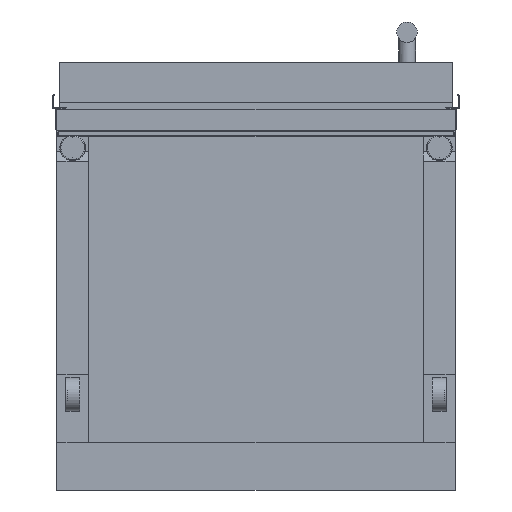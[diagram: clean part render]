
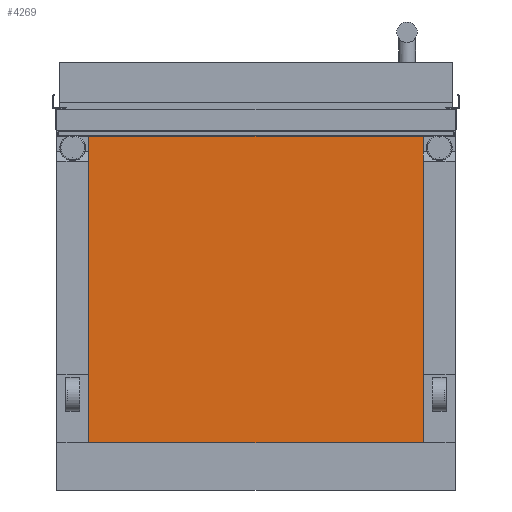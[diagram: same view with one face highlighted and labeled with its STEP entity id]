
A CAD part, front view. The second image highlights one B-rep face of the part: STEP entity #4269.
In plain terms, the highlighted planar face has unit normal (0, -1, 0).
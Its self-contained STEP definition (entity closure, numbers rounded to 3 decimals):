
#1067 = ORIENTED_EDGE ( 'NONE', *, *, #11821, .T. ) ;
#1316 = CARTESIAN_POINT ( 'NONE',  ( 246., -928.35, -280. ) ) ;
#1788 = VERTEX_POINT ( 'NONE', #12012 ) ;
#3176 = VECTOR ( 'NONE', #14995, 1000. ) ;
#3456 = CARTESIAN_POINT ( 'NONE',  ( 246., -928.35, 240. ) ) ;
#3547 = ORIENTED_EDGE ( 'NONE', *, *, #11271, .T. ) ;
#3914 = CARTESIAN_POINT ( 'NONE',  ( 293., -928.35, -210.4 ) ) ;
#4059 = AXIS2_PLACEMENT_3D ( 'NONE', #6760, #5643, #11998 ) ;
#4269 = ADVANCED_FACE ( 'NONE', ( #16443 ), #14539, .F. ) ;
#4623 = CARTESIAN_POINT ( 'NONE',  ( -246., -928.35, -210.4 ) ) ;
#5214 = DIRECTION ( 'NONE',  ( 1., 0., 0. ) ) ;
#5568 = EDGE_CURVE ( 'NONE', #12952, #6644, #6589, .T. ) ;
#5643 = DIRECTION ( 'NONE',  ( 0., 1., 0. ) ) ;
#5823 = ORIENTED_EDGE ( 'NONE', *, *, #5568, .F. ) ;
#6429 = DIRECTION ( 'NONE',  ( 0., 0., 1. ) ) ;
#6589 = LINE ( 'NONE', #3456, #3176 ) ;
#6642 = LINE ( 'NONE', #3914, #15830 ) ;
#6644 = VERTEX_POINT ( 'NONE', #7742 ) ;
#6760 = CARTESIAN_POINT ( 'NONE',  ( 246., -928.35, -280. ) ) ;
#6910 = VERTEX_POINT ( 'NONE', #4623 ) ;
#6919 = LINE ( 'NONE', #9621, #7920 ) ;
#6950 = DIRECTION ( 'NONE',  ( 0., 0., 1. ) ) ;
#7332 = ORIENTED_EDGE ( 'NONE', *, *, #8609, .F. ) ;
#7625 = VECTOR ( 'NONE', #6429, 1000. ) ;
#7742 = CARTESIAN_POINT ( 'NONE',  ( 246., -928.35, 240. ) ) ;
#7920 = VECTOR ( 'NONE', #6950, 1000. ) ;
#8008 = CARTESIAN_POINT ( 'NONE',  ( -246., -928.35, 240. ) ) ;
#8443 = EDGE_LOOP ( 'NONE', ( #7332, #3547, #1067, #5823 ) ) ;
#8609 = EDGE_CURVE ( 'NONE', #6910, #12952, #6919, .T. ) ;
#9621 = CARTESIAN_POINT ( 'NONE',  ( -246., -928.35, -280. ) ) ;
#11271 = EDGE_CURVE ( 'NONE', #6910, #1788, #6642, .T. ) ;
#11821 = EDGE_CURVE ( 'NONE', #1788, #6644, #16022, .T. ) ;
#11998 = DIRECTION ( 'NONE',  ( 0., 0., 1. ) ) ;
#12012 = CARTESIAN_POINT ( 'NONE',  ( 246., -928.35, -210.4 ) ) ;
#12952 = VERTEX_POINT ( 'NONE', #8008 ) ;
#14539 = PLANE ( 'NONE',  #4059 ) ;
#14995 = DIRECTION ( 'NONE',  ( 1., 0., 0. ) ) ;
#15830 = VECTOR ( 'NONE', #5214, 1000. ) ;
#16022 = LINE ( 'NONE', #1316, #7625 ) ;
#16443 = FACE_OUTER_BOUND ( 'NONE', #8443, .T. ) ;
